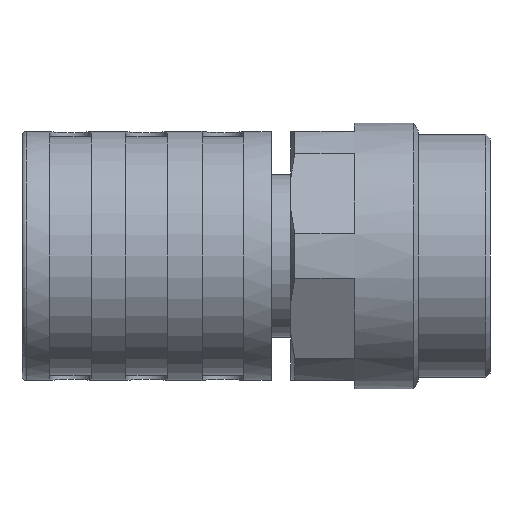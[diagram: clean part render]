
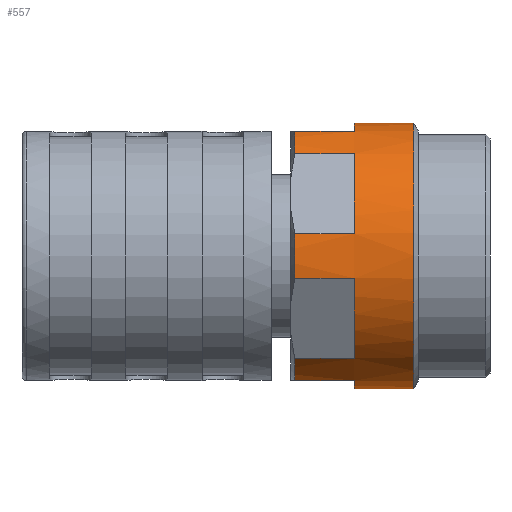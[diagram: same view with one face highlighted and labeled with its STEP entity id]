
A CAD part, front view. The second image highlights one B-rep face of the part: STEP entity #557.
In plain terms, the highlighted cylindrical face has radius 4.8 mm (diameter 9.6 mm), a full revolution.
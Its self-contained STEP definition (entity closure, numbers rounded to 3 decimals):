
#333=LINE('',#2843,#444);
#334=LINE('',#2848,#445);
#335=LINE('',#2852,#446);
#336=LINE('',#2856,#447);
#337=LINE('',#2860,#448);
#338=LINE('',#2864,#449);
#339=LINE('',#2868,#450);
#340=LINE('',#2872,#451);
#341=LINE('',#2876,#452);
#342=LINE('',#2880,#453);
#343=LINE('',#2884,#454);
#344=LINE('',#2888,#455);
#444=VECTOR('',#2269,1.);
#445=VECTOR('',#2272,1.);
#446=VECTOR('',#2275,1.);
#447=VECTOR('',#2278,1.);
#448=VECTOR('',#2281,1.);
#449=VECTOR('',#2284,1.);
#450=VECTOR('',#2287,1.);
#451=VECTOR('',#2290,1.);
#452=VECTOR('',#2293,1.);
#453=VECTOR('',#2296,1.);
#454=VECTOR('',#2299,1.);
#455=VECTOR('',#2302,1.);
#557=ADVANCED_FACE('',(#723,#724),#677,.T.);
#677=CYLINDRICAL_SURFACE('',#2040,4.8);
#723=FACE_BOUND('',#790,.T.);
#724=FACE_BOUND('',#791,.T.);
#790=EDGE_LOOP('',(#946));
#791=EDGE_LOOP('',(#947,#948,#949,#950,#951,#952,#953,#954,#955,#956,#957,
#958,#959,#960,#961,#962,#963,#964,#965,#966,#967,#968,#969,#970));
#946=ORIENTED_EDGE('',*,*,#1665,.T.);
#947=ORIENTED_EDGE('',*,*,#1666,.F.);
#948=ORIENTED_EDGE('',*,*,#1667,.T.);
#949=ORIENTED_EDGE('',*,*,#1668,.F.);
#950=ORIENTED_EDGE('',*,*,#1669,.T.);
#951=ORIENTED_EDGE('',*,*,#1670,.F.);
#952=ORIENTED_EDGE('',*,*,#1671,.T.);
#953=ORIENTED_EDGE('',*,*,#1672,.F.);
#954=ORIENTED_EDGE('',*,*,#1673,.T.);
#955=ORIENTED_EDGE('',*,*,#1674,.F.);
#956=ORIENTED_EDGE('',*,*,#1675,.T.);
#957=ORIENTED_EDGE('',*,*,#1676,.F.);
#958=ORIENTED_EDGE('',*,*,#1677,.T.);
#959=ORIENTED_EDGE('',*,*,#1678,.F.);
#960=ORIENTED_EDGE('',*,*,#1679,.T.);
#961=ORIENTED_EDGE('',*,*,#1680,.F.);
#962=ORIENTED_EDGE('',*,*,#1681,.T.);
#963=ORIENTED_EDGE('',*,*,#1682,.F.);
#964=ORIENTED_EDGE('',*,*,#1683,.T.);
#965=ORIENTED_EDGE('',*,*,#1684,.F.);
#966=ORIENTED_EDGE('',*,*,#1685,.T.);
#967=ORIENTED_EDGE('',*,*,#1686,.F.);
#968=ORIENTED_EDGE('',*,*,#1687,.T.);
#969=ORIENTED_EDGE('',*,*,#1688,.F.);
#970=ORIENTED_EDGE('',*,*,#1689,.T.);
#1480=VERTEX_POINT('',#2842);
#1481=VERTEX_POINT('',#2844);
#1482=VERTEX_POINT('',#2845);
#1483=VERTEX_POINT('',#2847);
#1484=VERTEX_POINT('',#2849);
#1485=VERTEX_POINT('',#2851);
#1486=VERTEX_POINT('',#2853);
#1487=VERTEX_POINT('',#2855);
#1488=VERTEX_POINT('',#2857);
#1489=VERTEX_POINT('',#2859);
#1490=VERTEX_POINT('',#2861);
#1491=VERTEX_POINT('',#2863);
#1492=VERTEX_POINT('',#2865);
#1493=VERTEX_POINT('',#2867);
#1494=VERTEX_POINT('',#2869);
#1495=VERTEX_POINT('',#2871);
#1496=VERTEX_POINT('',#2873);
#1497=VERTEX_POINT('',#2875);
#1498=VERTEX_POINT('',#2877);
#1499=VERTEX_POINT('',#2879);
#1500=VERTEX_POINT('',#2881);
#1501=VERTEX_POINT('',#2883);
#1502=VERTEX_POINT('',#2885);
#1503=VERTEX_POINT('',#2887);
#1504=VERTEX_POINT('',#2889);
#1665=EDGE_CURVE('',#1480,#1480,#1932,.T.);
#1666=EDGE_CURVE('',#1481,#1482,#333,.T.);
#1667=EDGE_CURVE('',#1481,#1483,#1933,.T.);
#1668=EDGE_CURVE('',#1484,#1483,#334,.T.);
#1669=EDGE_CURVE('',#1484,#1485,#1934,.T.);
#1670=EDGE_CURVE('',#1486,#1485,#335,.T.);
#1671=EDGE_CURVE('',#1486,#1487,#1935,.T.);
#1672=EDGE_CURVE('',#1488,#1487,#336,.T.);
#1673=EDGE_CURVE('',#1488,#1489,#1936,.T.);
#1674=EDGE_CURVE('',#1490,#1489,#337,.T.);
#1675=EDGE_CURVE('',#1490,#1491,#1937,.T.);
#1676=EDGE_CURVE('',#1492,#1491,#338,.T.);
#1677=EDGE_CURVE('',#1492,#1493,#1938,.T.);
#1678=EDGE_CURVE('',#1494,#1493,#339,.T.);
#1679=EDGE_CURVE('',#1494,#1495,#1939,.T.);
#1680=EDGE_CURVE('',#1496,#1495,#340,.T.);
#1681=EDGE_CURVE('',#1496,#1497,#1940,.T.);
#1682=EDGE_CURVE('',#1498,#1497,#341,.T.);
#1683=EDGE_CURVE('',#1498,#1499,#1941,.T.);
#1684=EDGE_CURVE('',#1500,#1499,#342,.T.);
#1685=EDGE_CURVE('',#1500,#1501,#1942,.T.);
#1686=EDGE_CURVE('',#1502,#1501,#343,.T.);
#1687=EDGE_CURVE('',#1502,#1503,#1943,.T.);
#1688=EDGE_CURVE('',#1504,#1503,#344,.T.);
#1689=EDGE_CURVE('',#1504,#1482,#1944,.T.);
#1932=CIRCLE('',#2027,4.8);
#1933=CIRCLE('',#2028,4.8);
#1934=CIRCLE('',#2029,4.8);
#1935=CIRCLE('',#2030,4.8);
#1936=CIRCLE('',#2031,4.8);
#1937=CIRCLE('',#2032,4.8);
#1938=CIRCLE('',#2033,4.8);
#1939=CIRCLE('',#2034,4.8);
#1940=CIRCLE('',#2035,4.8);
#1941=CIRCLE('',#2036,4.8);
#1942=CIRCLE('',#2037,4.8);
#1943=CIRCLE('',#2038,4.8);
#1944=CIRCLE('',#2039,4.8);
#2027=AXIS2_PLACEMENT_3D('',#2841,#2267,#2268);
#2028=AXIS2_PLACEMENT_3D('',#2846,#2270,#2271);
#2029=AXIS2_PLACEMENT_3D('',#2850,#2273,#2274);
#2030=AXIS2_PLACEMENT_3D('',#2854,#2276,#2277);
#2031=AXIS2_PLACEMENT_3D('',#2858,#2279,#2280);
#2032=AXIS2_PLACEMENT_3D('',#2862,#2282,#2283);
#2033=AXIS2_PLACEMENT_3D('',#2866,#2285,#2286);
#2034=AXIS2_PLACEMENT_3D('',#2870,#2288,#2289);
#2035=AXIS2_PLACEMENT_3D('',#2874,#2291,#2292);
#2036=AXIS2_PLACEMENT_3D('',#2878,#2294,#2295);
#2037=AXIS2_PLACEMENT_3D('',#2882,#2297,#2298);
#2038=AXIS2_PLACEMENT_3D('',#2886,#2300,#2301);
#2039=AXIS2_PLACEMENT_3D('',#2890,#2303,#2304);
#2040=AXIS2_PLACEMENT_3D('',#2891,#2305,#2306);
#2267=DIRECTION('',(-1.,0.,0.));
#2268=DIRECTION('',(0.,0.,1.));
#2269=DIRECTION('',(1.,0.,0.));
#2270=DIRECTION('',(1.,0.,0.));
#2271=DIRECTION('',(0.,0.,1.));
#2272=DIRECTION('',(-1.,0.,0.));
#2273=DIRECTION('',(1.,0.,0.));
#2274=DIRECTION('',(0.,0.,1.));
#2275=DIRECTION('',(1.,0.,0.));
#2276=DIRECTION('',(1.,0.,0.));
#2277=DIRECTION('',(0.,0.,1.));
#2278=DIRECTION('',(-1.,0.,0.));
#2279=DIRECTION('',(1.,0.,0.));
#2280=DIRECTION('',(0.,0.,1.));
#2281=DIRECTION('',(1.,0.,0.));
#2282=DIRECTION('',(1.,0.,0.));
#2283=DIRECTION('',(0.,0.,1.));
#2284=DIRECTION('',(-1.,0.,0.));
#2285=DIRECTION('',(1.,0.,0.));
#2286=DIRECTION('',(0.,0.,1.));
#2287=DIRECTION('',(1.,0.,0.));
#2288=DIRECTION('',(1.,0.,0.));
#2289=DIRECTION('',(0.,0.,1.));
#2290=DIRECTION('',(-1.,0.,0.));
#2291=DIRECTION('',(1.,0.,0.));
#2292=DIRECTION('',(0.,0.,1.));
#2293=DIRECTION('',(1.,0.,0.));
#2294=DIRECTION('',(1.,0.,0.));
#2295=DIRECTION('',(0.,0.,1.));
#2296=DIRECTION('',(-1.,0.,0.));
#2297=DIRECTION('',(1.,0.,0.));
#2298=DIRECTION('',(0.,0.,1.));
#2299=DIRECTION('',(1.,0.,0.));
#2300=DIRECTION('',(1.,0.,0.));
#2301=DIRECTION('',(0.,0.,1.));
#2302=DIRECTION('',(-1.,0.,0.));
#2303=DIRECTION('',(1.,0.,0.));
#2304=DIRECTION('',(0.,0.,1.));
#2305=DIRECTION('',(1.,0.,0.));
#2306=DIRECTION('',(0.,0.,-1.));
#2841=CARTESIAN_POINT('',(89.55,20.65,3.95));
#2842=CARTESIAN_POINT('',(89.55,20.65,8.75));
#2843=CARTESIAN_POINT('',(117.1,17.588,0.253));
#2844=CARTESIAN_POINT('',(85.25,17.588,0.253));
#2845=CARTESIAN_POINT('',(87.4,17.588,0.253));
#2846=CARTESIAN_POINT('',(85.25,20.65,3.95));
#2847=CARTESIAN_POINT('',(85.25,18.98,-0.55));
#2848=CARTESIAN_POINT('',(117.1,18.98,-0.55));
#2849=CARTESIAN_POINT('',(87.4,18.98,-0.55));
#2850=CARTESIAN_POINT('',(87.4,20.65,3.95));
#2851=CARTESIAN_POINT('',(87.4,22.32,-0.55));
#2852=CARTESIAN_POINT('',(117.1,22.32,-0.55));
#2853=CARTESIAN_POINT('',(85.25,22.32,-0.55));
#2854=CARTESIAN_POINT('',(85.25,20.65,3.95));
#2855=CARTESIAN_POINT('',(85.25,23.712,0.253));
#2856=CARTESIAN_POINT('',(117.1,23.712,0.253));
#2857=CARTESIAN_POINT('',(87.4,23.712,0.253));
#2858=CARTESIAN_POINT('',(87.4,20.65,3.95));
#2859=CARTESIAN_POINT('',(87.4,25.382,3.147));
#2860=CARTESIAN_POINT('',(117.1,25.382,3.147));
#2861=CARTESIAN_POINT('',(85.25,25.382,3.147));
#2862=CARTESIAN_POINT('',(85.25,20.65,3.95));
#2863=CARTESIAN_POINT('',(85.25,25.382,4.753));
#2864=CARTESIAN_POINT('',(117.1,25.382,4.753));
#2865=CARTESIAN_POINT('',(87.4,25.382,4.753));
#2866=CARTESIAN_POINT('',(87.4,20.65,3.95));
#2867=CARTESIAN_POINT('',(87.4,23.712,7.647));
#2868=CARTESIAN_POINT('',(117.1,23.712,7.647));
#2869=CARTESIAN_POINT('',(85.25,23.712,7.647));
#2870=CARTESIAN_POINT('',(85.25,20.65,3.95));
#2871=CARTESIAN_POINT('',(85.25,22.32,8.45));
#2872=CARTESIAN_POINT('',(117.1,22.32,8.45));
#2873=CARTESIAN_POINT('',(87.4,22.32,8.45));
#2874=CARTESIAN_POINT('',(87.4,20.65,3.95));
#2875=CARTESIAN_POINT('',(87.4,18.98,8.45));
#2876=CARTESIAN_POINT('',(117.1,18.98,8.45));
#2877=CARTESIAN_POINT('',(85.25,18.98,8.45));
#2878=CARTESIAN_POINT('',(85.25,20.65,3.95));
#2879=CARTESIAN_POINT('',(85.25,17.588,7.647));
#2880=CARTESIAN_POINT('',(117.1,17.588,7.647));
#2881=CARTESIAN_POINT('',(87.4,17.588,7.647));
#2882=CARTESIAN_POINT('',(87.4,20.65,3.95));
#2883=CARTESIAN_POINT('',(87.4,15.918,4.753));
#2884=CARTESIAN_POINT('',(117.1,15.918,4.753));
#2885=CARTESIAN_POINT('',(85.25,15.918,4.753));
#2886=CARTESIAN_POINT('',(85.25,20.65,3.95));
#2887=CARTESIAN_POINT('',(85.25,15.918,3.147));
#2888=CARTESIAN_POINT('',(117.1,15.918,3.147));
#2889=CARTESIAN_POINT('',(87.4,15.918,3.147));
#2890=CARTESIAN_POINT('',(87.4,20.65,3.95));
#2891=CARTESIAN_POINT('',(117.1,20.65,3.95));
